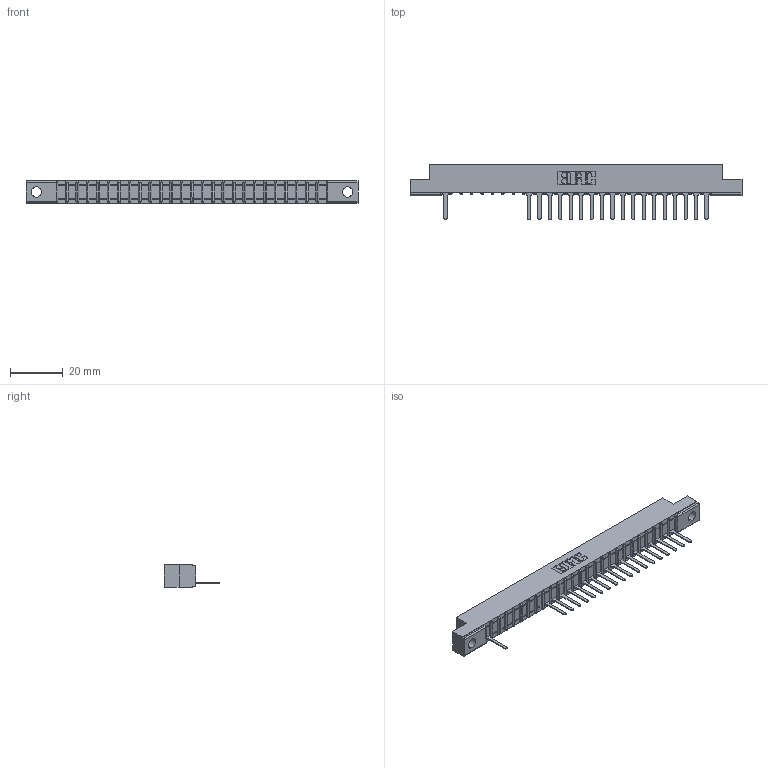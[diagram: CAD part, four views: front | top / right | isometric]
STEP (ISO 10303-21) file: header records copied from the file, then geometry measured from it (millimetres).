
FILE_DESCRIPTION (( 'STEP AP203' ), '1' );
FILE_NAME ('307-026-527-104.STEP', '2018-08-04T13:31:53', ( '' ), ( '' ), 'SwSTEP 2.0', 'SolidWorks 2016', '' );
FILE_SCHEMA (( 'CONFIG_CONTROL_DESIGN' ));
Length unit declared in the file: inch
Products named in the file (3): 307 Part_.156 Dia Mounting Holes; 307-290-001_527; 307-026-527-104
Assembly tree (20 placements, depth 2):
  307-026-527-104
    307 Part_.156 Dia Mounting Holes
    307-290-001_527  x19
Bounding box: 126.03 x 21.11 x 8.71 mm (x, y, z)
Volume: 7752.1 mm3; surface area: 11485.9 mm2
Topology: 20 solids, 20 shells, 1363 faces, 3885 edges, 2490 vertices
Faces by surface type: plane 871, cylinder 438, sphere 54
Entity records: 24424 total; most frequent: CARTESIAN_POINT 4143, ORIENTED_EDGE 4134, DIRECTION 4023, EDGE_CURVE 2067, VECTOR 1587, LINE 1587, VERTEX_POINT 1338, AXIS2_PLACEMENT_3D 1218
